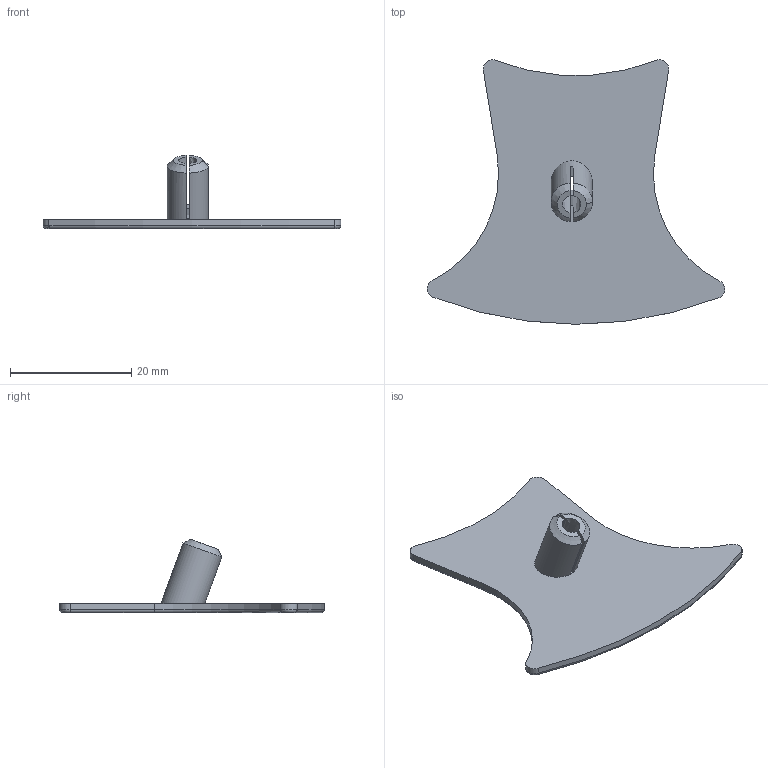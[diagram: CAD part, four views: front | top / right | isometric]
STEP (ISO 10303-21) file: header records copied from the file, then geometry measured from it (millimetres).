
FILE_DESCRIPTION(('FreeCAD Model'),'2;1');
FILE_NAME('Open CASCADE Shape Model','2023-08-28T18:13:52',(''),(''), 'Open CASCADE STEP processor 7.6','FreeCAD','Unknown');
FILE_SCHEMA(('AUTOMOTIVE_DESIGN { 1 0 10303 214 1 1 1 1 }'));
Length unit declared in the file: millimetre
Products named in the file (1): Body
Bounding box: 49 x 43.55 x 12.06 mm (x, y, z)
Volume: 2210.2 mm3; surface area: 3187.4 mm2
Topology: 1 solids, 1 shells, 36 faces, 96 edges, 62 vertices
Faces by surface type: plane 13, cylinder 11, torus 8, cone 4
Full cylindrical faces by diameter (mm): 6.8 x1
Entity records: 2545 total; most frequent: CARTESIAN_POINT 586, DIRECTION 387, ORIENTED_EDGE 192, PCURVE 192, DEFINITIONAL_REPRESENTATION 192, LINE 166, VECTOR 166, AXIS2_PLACEMENT_3D 96
